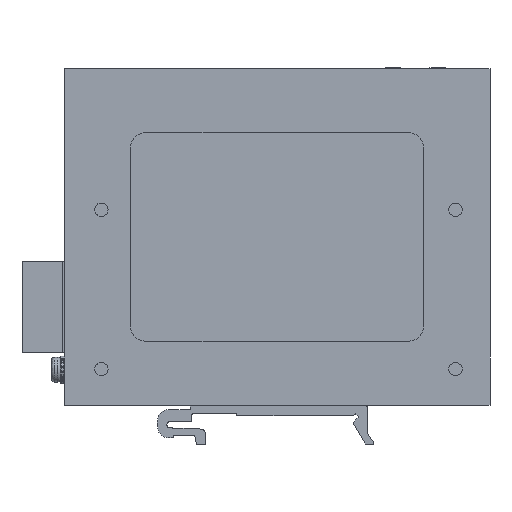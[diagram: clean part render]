
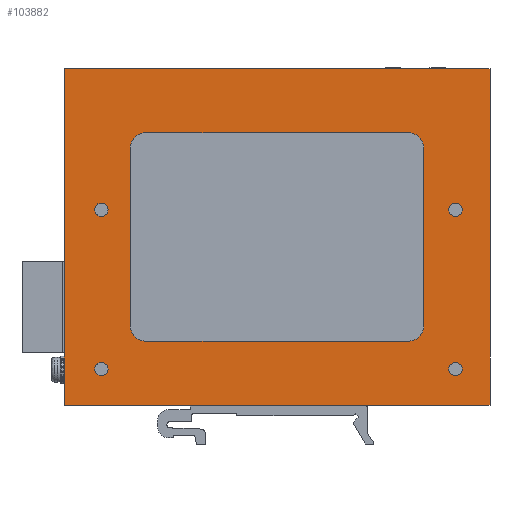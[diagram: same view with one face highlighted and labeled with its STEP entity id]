
A CAD part, left-side view. The second image highlights one B-rep face of the part: STEP entity #103882.
In plain terms, the highlighted planar face has unit normal (-1, 0, 0).
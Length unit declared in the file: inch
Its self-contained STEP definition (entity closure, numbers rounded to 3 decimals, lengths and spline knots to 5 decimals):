
#617 = CARTESIAN_POINT ( 'NONE',  ( -0.51181, -1.15157, -0.77756 ) ) ;
#1260 = DIRECTION ( 'NONE',  ( 0., 0., -1. ) ) ;
#2137 = DIRECTION ( 'NONE',  ( 0., 0., 1. ) ) ;
#2181 = DIRECTION ( 'NONE',  ( 0., 0., 1. ) ) ;
#3526 = VERTEX_POINT ( 'NONE', #63170 ) ;
#4913 = CARTESIAN_POINT ( 'NONE',  ( -0.51181, 1.15157, -0.77756 ) ) ;
#6644 = AXIS2_PLACEMENT_3D ( 'NONE', #65856, #41813, #74621 ) ;
#7928 = VERTEX_POINT ( 'NONE', #30533 ) ;
#8010 = FACE_BOUND ( 'NONE', #70118, .T. ) ;
#8275 = DIRECTION ( 'NONE',  ( 0., 0., 1. ) ) ;
#8556 = DIRECTION ( 'NONE',  ( 0., 1., 0. ) ) ;
#9444 = EDGE_CURVE ( 'NONE', #26283, #26283, #29390, .T. ) ;
#9650 = FACE_BOUND ( 'NONE', #97665, .T. ) ;
#9652 = CARTESIAN_POINT ( 'NONE',  ( -0.51181, -1.28937, 0.77756 ) ) ;
#9688 = VECTOR ( 'NONE', #2137, 39.37008 ) ;
#9912 = AXIS2_PLACEMENT_3D ( 'NONE', #42875, #76776, #77312 ) ;
#10033 = EDGE_CURVE ( 'NONE', #61241, #61241, #73058, .T. ) ;
#10166 = CARTESIAN_POINT ( 'NONE',  ( -0.51181, -1.15157, 0.77756 ) ) ;
#13748 = VERTEX_POINT ( 'NONE', #25356 ) ;
#13767 = DIRECTION ( 'NONE',  ( 0., -1., 0. ) ) ;
#13859 = ORIENTED_EDGE ( 'NONE', *, *, #103844, .T. ) ;
#13899 = EDGE_LOOP ( 'NONE', ( #62398 ) ) ;
#16357 = ORIENTED_EDGE ( 'NONE', *, *, #58002, .T. ) ;
#16725 = DIRECTION ( 'NONE',  ( 1., 0., 0. ) ) ;
#17793 = ORIENTED_EDGE ( 'NONE', *, *, #41234, .T. ) ;
#18285 = EDGE_CURVE ( 'NONE', #53067, #107767, #43838, .T. ) ;
#18928 = DIRECTION ( 'NONE',  ( -1., 0., 0. ) ) ;
#19040 = CARTESIAN_POINT ( 'NONE',  ( -0.51181, -1.56693, 0.29764 ) ) ;
#19297 = CARTESIAN_POINT ( 'NONE',  ( -0.51181, -1.28937, -1.47638 ) ) ;
#19900 = VECTOR ( 'NONE', #85943, 39.37008 ) ;
#20367 = CIRCLE ( 'NONE', #9912, 0.05906 ) ;
#20380 = AXIS2_PLACEMENT_3D ( 'NONE', #4913, #79306, #38798 ) ;
#20532 = PLANE ( 'NONE',  #29723 ) ;
#24209 = AXIS2_PLACEMENT_3D ( 'NONE', #28948, #63859, #87457 ) ;
#25159 = EDGE_CURVE ( 'NONE', #79065, #71810, #50474, .T. ) ;
#25356 = CARTESIAN_POINT ( 'NONE',  ( -0.51181, 1.15157, 0.91535 ) ) ;
#26012 = EDGE_CURVE ( 'NONE', #83176, #13748, #46975, .T. ) ;
#26283 = VERTEX_POINT ( 'NONE', #59620 ) ;
#26310 = AXIS2_PLACEMENT_3D ( 'NONE', #28407, #77649, #2181 ) ;
#26566 = CARTESIAN_POINT ( 'NONE',  ( -0.51181, 1.28937, -0.77756 ) ) ;
#26796 = EDGE_CURVE ( 'NONE', #3526, #95753, #65753, .T. ) ;
#27323 = EDGE_CURVE ( 'NONE', #44037, #46689, #84292, .T. ) ;
#27793 = AXIS2_PLACEMENT_3D ( 'NONE', #52938, #71463, #86307 ) ;
#28407 = CARTESIAN_POINT ( 'NONE',  ( -0.51181, 1.54331, -1.16142 ) ) ;
#28948 = CARTESIAN_POINT ( 'NONE',  ( -0.51181, 1.54331, 0.23858 ) ) ;
#29194 = VECTOR ( 'NONE', #29942, 39.37008 ) ;
#29390 = CIRCLE ( 'NONE', #6644, 0.05906 ) ;
#29723 = AXIS2_PLACEMENT_3D ( 'NONE', #78508, #18928, #45153 ) ;
#29742 = VECTOR ( 'NONE', #48131, 39.37008 ) ;
#29942 = DIRECTION ( 'NONE',  ( 0., 1., 0. ) ) ;
#30533 = CARTESIAN_POINT ( 'NONE',  ( -0.51181, -1.15157, -0.91535 ) ) ;
#30762 = CARTESIAN_POINT ( 'NONE',  ( -0.51181, -1.15157, 0.91535 ) ) ;
#33195 = CARTESIAN_POINT ( 'NONE',  ( -0.51181, 1.87008, 1.47638 ) ) ;
#35364 = EDGE_CURVE ( 'NONE', #107767, #46689, #53520, .T. ) ;
#36539 = VERTEX_POINT ( 'NONE', #30762 ) ;
#36699 = DIRECTION ( 'NONE',  ( 0., 0., -1. ) ) ;
#38798 = DIRECTION ( 'NONE',  ( 0., 0., 1. ) ) ;
#39452 = LINE ( 'NONE', #89218, #56635 ) ;
#40228 = ORIENTED_EDGE ( 'NONE', *, *, #10033, .T. ) ;
#41234 = EDGE_CURVE ( 'NONE', #36539, #79065, #91676, .T. ) ;
#41407 = VECTOR ( 'NONE', #36699, 39.37008 ) ;
#41463 = VERTEX_POINT ( 'NONE', #19040 ) ;
#41813 = DIRECTION ( 'NONE',  ( 1., 0., 0. ) ) ;
#42453 = LINE ( 'NONE', #92222, #68124 ) ;
#42875 = CARTESIAN_POINT ( 'NONE',  ( -0.51181, -1.56693, 0.23858 ) ) ;
#43319 = VECTOR ( 'NONE', #1260, 39.37008 ) ;
#43838 = LINE ( 'NONE', #87031, #19900 ) ;
#44037 = VERTEX_POINT ( 'NONE', #58834 ) ;
#44050 = DIRECTION ( 'NONE',  ( 0., 0., 1. ) ) ;
#45153 = DIRECTION ( 'NONE',  ( 0., 0., 1. ) ) ;
#46689 = VERTEX_POINT ( 'NONE', #33195 ) ;
#46975 = CIRCLE ( 'NONE', #27793, 0.1378 ) ;
#48131 = DIRECTION ( 'NONE',  ( 0., 0., 1. ) ) ;
#49021 = CARTESIAN_POINT ( 'NONE',  ( -0.51181, -1.28937, -0.77756 ) ) ;
#49562 = FACE_BOUND ( 'NONE', #93374, .T. ) ;
#50474 = LINE ( 'NONE', #19297, #43319 ) ;
#50747 = EDGE_CURVE ( 'NONE', #95753, #83176, #97382, .T. ) ;
#51084 = EDGE_CURVE ( 'NONE', #101079, #101079, #70020, .T. ) ;
#51473 = ORIENTED_EDGE ( 'NONE', *, *, #26012, .T. ) ;
#52938 = CARTESIAN_POINT ( 'NONE',  ( -0.51181, 1.15157, 0.77756 ) ) ;
#53067 = VERTEX_POINT ( 'NONE', #76536 ) ;
#53104 = ORIENTED_EDGE ( 'NONE', *, *, #35364, .F. ) ;
#53520 = LINE ( 'NONE', #94019, #9688 ) ;
#55799 = CARTESIAN_POINT ( 'NONE',  ( -0.51181, 1.28937, -1.47638 ) ) ;
#56571 = EDGE_CURVE ( 'NONE', #13748, #36539, #39452, .T. ) ;
#56635 = VECTOR ( 'NONE', #13767, 39.37008 ) ;
#57737 = FACE_BOUND ( 'NONE', #13899, .T. ) ;
#57976 = EDGE_LOOP ( 'NONE', ( #75940 ) ) ;
#58002 = EDGE_CURVE ( 'NONE', #71810, #7928, #97035, .T. ) ;
#58124 = CARTESIAN_POINT ( 'NONE',  ( -0.51181, 1.87008, -1.47638 ) ) ;
#58834 = CARTESIAN_POINT ( 'NONE',  ( -0.51181, -1.87008, 1.47638 ) ) ;
#58856 = EDGE_CURVE ( 'NONE', #41463, #41463, #20367, .T. ) ;
#59360 = EDGE_CURVE ( 'NONE', #44037, #53067, #61830, .T. ) ;
#59620 = CARTESIAN_POINT ( 'NONE',  ( -0.51181, -1.56693, -1.10236 ) ) ;
#61241 = VERTEX_POINT ( 'NONE', #96782 ) ;
#61556 = ORIENTED_EDGE ( 'NONE', *, *, #59360, .F. ) ;
#61830 = LINE ( 'NONE', #78258, #41407 ) ;
#62398 = ORIENTED_EDGE ( 'NONE', *, *, #58856, .T. ) ;
#63095 = ORIENTED_EDGE ( 'NONE', *, *, #56571, .T. ) ;
#63170 = CARTESIAN_POINT ( 'NONE',  ( -0.51181, 1.15157, -0.91535 ) ) ;
#63859 = DIRECTION ( 'NONE',  ( 1., 0., 0. ) ) ;
#65753 = CIRCLE ( 'NONE', #20380, 0.1378 ) ;
#65856 = CARTESIAN_POINT ( 'NONE',  ( -0.51181, -1.56693, -1.16142 ) ) ;
#65939 = FACE_OUTER_BOUND ( 'NONE', #81635, .T. ) ;
#67385 = ORIENTED_EDGE ( 'NONE', *, *, #25159, .T. ) ;
#68124 = VECTOR ( 'NONE', #8556, 39.37008 ) ;
#68415 = CARTESIAN_POINT ( 'NONE',  ( -0.51181, -0.01969, 1.47638 ) ) ;
#69085 = ORIENTED_EDGE ( 'NONE', *, *, #27323, .T. ) ;
#70020 = CIRCLE ( 'NONE', #26310, 0.05906 ) ;
#70118 = EDGE_LOOP ( 'NONE', ( #51473, #63095, #17793, #67385, #16357, #13859, #85162, #72578 ) ) ;
#71070 = CARTESIAN_POINT ( 'NONE',  ( -0.51181, 1.28937, 0.77756 ) ) ;
#71463 = DIRECTION ( 'NONE',  ( 1., 0., 0. ) ) ;
#71810 = VERTEX_POINT ( 'NONE', #49021 ) ;
#71862 = ORIENTED_EDGE ( 'NONE', *, *, #18285, .F. ) ;
#72578 = ORIENTED_EDGE ( 'NONE', *, *, #50747, .T. ) ;
#73058 = CIRCLE ( 'NONE', #24209, 0.05906 ) ;
#74621 = DIRECTION ( 'NONE',  ( 0., 0., 1. ) ) ;
#75359 = CARTESIAN_POINT ( 'NONE',  ( -0.51181, 1.54331, -1.10236 ) ) ;
#75940 = ORIENTED_EDGE ( 'NONE', *, *, #9444, .T. ) ;
#76098 = AXIS2_PLACEMENT_3D ( 'NONE', #617, #76625, #8275 ) ;
#76536 = CARTESIAN_POINT ( 'NONE',  ( -0.51181, -1.87008, -1.47638 ) ) ;
#76625 = DIRECTION ( 'NONE',  ( 1., 0., 0. ) ) ;
#76776 = DIRECTION ( 'NONE',  ( 1., 0., 0. ) ) ;
#77312 = DIRECTION ( 'NONE',  ( 0., 0., 1. ) ) ;
#77649 = DIRECTION ( 'NONE',  ( 1., 0., 0. ) ) ;
#78258 = CARTESIAN_POINT ( 'NONE',  ( -0.51181, -1.87008, -1.47638 ) ) ;
#78508 = CARTESIAN_POINT ( 'NONE',  ( -0.51181, 1.87008, -1.47638 ) ) ;
#79065 = VERTEX_POINT ( 'NONE', #9652 ) ;
#79306 = DIRECTION ( 'NONE',  ( 1., 0., 0. ) ) ;
#81635 = EDGE_LOOP ( 'NONE', ( #71862, #61556, #69085, #53104 ) ) ;
#82923 = FACE_BOUND ( 'NONE', #57976, .T. ) ;
#83176 = VERTEX_POINT ( 'NONE', #71070 ) ;
#84292 = LINE ( 'NONE', #68415, #29194 ) ;
#85162 = ORIENTED_EDGE ( 'NONE', *, *, #26796, .T. ) ;
#85361 = ORIENTED_EDGE ( 'NONE', *, *, #51084, .T. ) ;
#85943 = DIRECTION ( 'NONE',  ( 0., 1., 0. ) ) ;
#86307 = DIRECTION ( 'NONE',  ( 0., 0., 1. ) ) ;
#87031 = CARTESIAN_POINT ( 'NONE',  ( -0.51181, -0.01969, -1.47638 ) ) ;
#87457 = DIRECTION ( 'NONE',  ( 0., 0., 1. ) ) ;
#89218 = CARTESIAN_POINT ( 'NONE',  ( -0.51181, 1.87008, 0.91535 ) ) ;
#91676 = CIRCLE ( 'NONE', #105639, 0.1378 ) ;
#92222 = CARTESIAN_POINT ( 'NONE',  ( -0.51181, 1.87008, -0.91535 ) ) ;
#93374 = EDGE_LOOP ( 'NONE', ( #40228 ) ) ;
#94019 = CARTESIAN_POINT ( 'NONE',  ( -0.51181, 1.87008, -1.47638 ) ) ;
#95753 = VERTEX_POINT ( 'NONE', #26566 ) ;
#96782 = CARTESIAN_POINT ( 'NONE',  ( -0.51181, 1.54331, 0.29764 ) ) ;
#97035 = CIRCLE ( 'NONE', #76098, 0.1378 ) ;
#97382 = LINE ( 'NONE', #55799, #29742 ) ;
#97665 = EDGE_LOOP ( 'NONE', ( #85361 ) ) ;
#101079 = VERTEX_POINT ( 'NONE', #75359 ) ;
#103844 = EDGE_CURVE ( 'NONE', #7928, #3526, #42453, .T. ) ;
#103882 = ADVANCED_FACE ( 'NONE', ( #65939, #57737, #9650, #49562, #82923, #8010 ), #20532, .T. ) ;
#105639 = AXIS2_PLACEMENT_3D ( 'NONE', #10166, #16725, #44050 ) ;
#107767 = VERTEX_POINT ( 'NONE', #58124 ) ;
